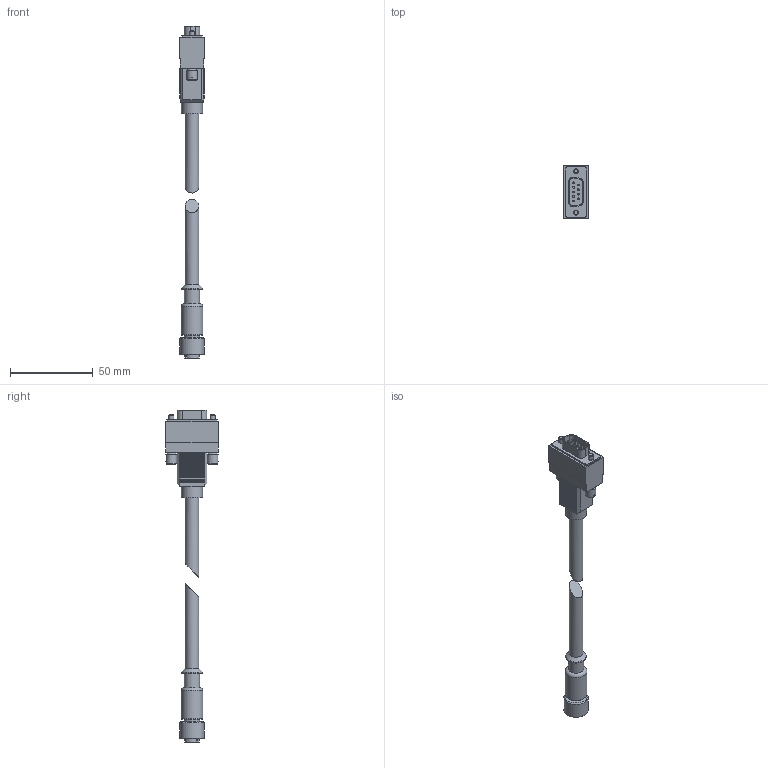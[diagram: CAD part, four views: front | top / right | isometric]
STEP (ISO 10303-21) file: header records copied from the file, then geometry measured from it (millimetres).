
FILE_DESCRIPTION(/* description */ ('STEP AP214'),/* implementation_level */ '2;1');
FILE_NAME(/* name */ '1599107_NEBM-M12G8-E-15-S1G9-V3',/* time_stamp */ '2024-09-12T18:30:27+02:00',/* author */ ('License CC BY-ND 4.0'),/* organization */ ('CADENAS'),/* preprocessor_version */ 'ST-DEVELOPER v19.3',/* originating_system */ 'PARTsolutions',/* authorisation */ ' ');
FILE_SCHEMA (('AUTOMOTIVE_DESIGN {1 0 10303 214 3 1 1}'));
Length unit declared in the file: millimetre
Products named in the file (3): 1599107 NEBM-M12G8-E-15-S1G9-V3; 1599107 NEBM-M12G8-E-15-S1G9-V3---(400P1); 1599107 NEBM-M12G8-E-15-S1G9-V3---(P2)
Assembly tree (2 placements, depth 2):
  1599107 NEBM-M12G8-E-15-S1G9-V3
    1599107 NEBM-M12G8-E-15-S1G9-V3---(400P1)
    1599107 NEBM-M12G8-E-15-S1G9-V3---(P2)
Bounding box: 15 x 32 x 200.75 mm (x, y, z)
Volume: 25790.9 mm3; surface area: 11096.2 mm2
Topology: 2 solids, 2 shells, 285 faces, 740 edges, 490 vertices
Faces by surface type: plane 227, cylinder 44, cone 12, torus 2
Full cylindrical faces by diameter (mm): 1 x8, 1.03 x9, 3 x2, 6.5 x2, 8.2 x2, 9.2 x2, 10.106 x1, 12.46 x1, 12.8 x1, 13.2 x1, 14.6 x1
Entity records: 10414 total; most frequent: CARTESIAN_POINT 1486, ORIENTED_EDGE 1384, DIRECTION 1366, EDGE_CURVE 692, LINE 578, VECTOR 578, VERTEX_POINT 482, AXIS2_PLACEMENT_3D 394
